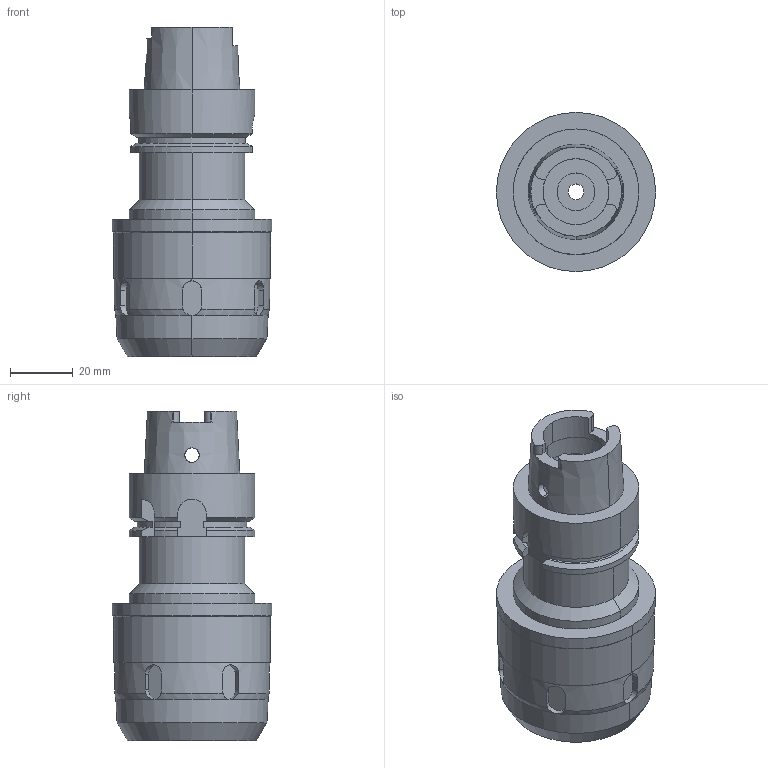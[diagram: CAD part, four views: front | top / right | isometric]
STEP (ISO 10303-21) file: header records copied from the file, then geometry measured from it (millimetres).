
FILE_DESCRIPTION((''),'2;1');
FILE_NAME('HSK-A40-HMC20S-85','2017-12-27T',('ykawabe'),(''),'CREO PARAMETRIC BY PTC INC, 2016380','CREO PARAMETRIC BY PTC INC, 2016380','');
FILE_SCHEMA(('AUTOMOTIVE_DESIGN { 1 0 10303 214 1 1 1 1 }'));
Length unit declared in the file: millimetre
Products named in the file (1): HSK-A40-HMC20S-85
Bounding box: 50.7 x 50.7 x 105 mm (x, y, z)
Volume: 105418.7 mm3; surface area: 24696 mm2
Topology: 1 solids, 1 shells, 143 faces, 420 edges, 283 vertices
Faces by surface type: cylinder 58, plane 57, cone 26, torus 2
Entity records: 6567 total; most frequent: CARTESIAN_POINT 1340, ORIENTED_EDGE 840, DIRECTION 791, PRESENTATION_STYLE_ASSIGNMENT 425, STYLED_ITEM 425, CURVE_STYLE 424, EDGE_CURVE 420, AXIS2_PLACEMENT_3D 303
